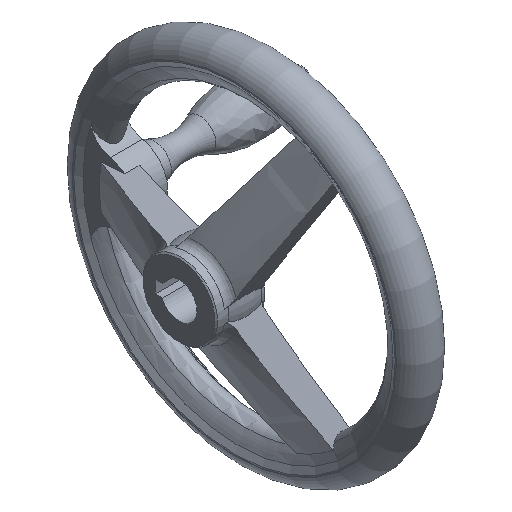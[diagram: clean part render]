
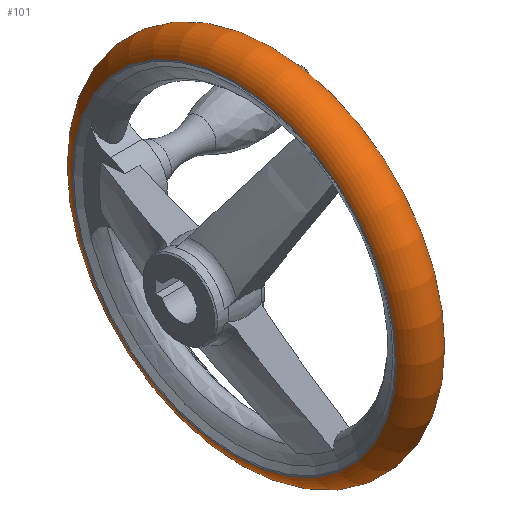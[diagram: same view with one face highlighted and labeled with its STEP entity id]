
A CAD part, isometric view. The second image highlights one B-rep face of the part: STEP entity #101.
In plain terms, the highlighted toroidal (fillet/blend) face has major radius 61.3 mm and minor radius 8.7 mm.
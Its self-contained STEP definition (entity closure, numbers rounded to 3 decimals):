
#101 = ADVANCED_FACE( '', ( #194, #195, #196 ), #197, .T. );
#194 = FACE_BOUND( '', #333, .T. );
#195 = FACE_OUTER_BOUND( '', #334, .T. );
#196 = FACE_OUTER_BOUND( '', #335, .T. );
#197 = TOROIDAL_SURFACE( '', #336, 61.3, 8.7 );
#333 = VERTEX_LOOP( '', #764 );
#334 = EDGE_LOOP( '', ( #765 ) );
#335 = EDGE_LOOP( '', ( #766 ) );
#336 = AXIS2_PLACEMENT_3D( '', #767, #768, #769 );
#764 = VERTEX_POINT( '', #1130 );
#765 = ORIENTED_EDGE( '', *, *, #1131, .T. );
#766 = ORIENTED_EDGE( '', *, *, #1132, .F. );
#767 = CARTESIAN_POINT( '', ( 30., 0., 0. ) );
#768 = DIRECTION( '', ( 1., 0., 0. ) );
#769 = DIRECTION( '', ( 0., 0., -1. ) );
#1130 = CARTESIAN_POINT( '', ( 30., 0., -70. ) );
#1131 = EDGE_CURVE( '', #1388, #1388, #1389, .T. );
#1132 = EDGE_CURVE( '', #1390, #1390, #1391, .T. );
#1388 = VERTEX_POINT( '', #2174 );
#1389 = CIRCLE( '', #2175, 63.263 );
#1390 = VERTEX_POINT( '', #2176 );
#1391 = CIRCLE( '', #2177, 63.263 );
#2174 = CARTESIAN_POINT( '', ( 21.524, 0., -63.263 ) );
#2175 = AXIS2_PLACEMENT_3D( '', #2477, #2478, #2479 );
#2176 = CARTESIAN_POINT( '', ( 38.476, 0., -63.263 ) );
#2177 = AXIS2_PLACEMENT_3D( '', #2480, #2481, #2482 );
#2477 = CARTESIAN_POINT( '', ( 21.524, 0., 0. ) );
#2478 = DIRECTION( '', ( 1., 0., 0. ) );
#2479 = DIRECTION( '', ( 0., 0., -1. ) );
#2480 = CARTESIAN_POINT( '', ( 38.476, 0., 0. ) );
#2481 = DIRECTION( '', ( 1., 0., 0. ) );
#2482 = DIRECTION( '', ( 0., 0., -1. ) );
